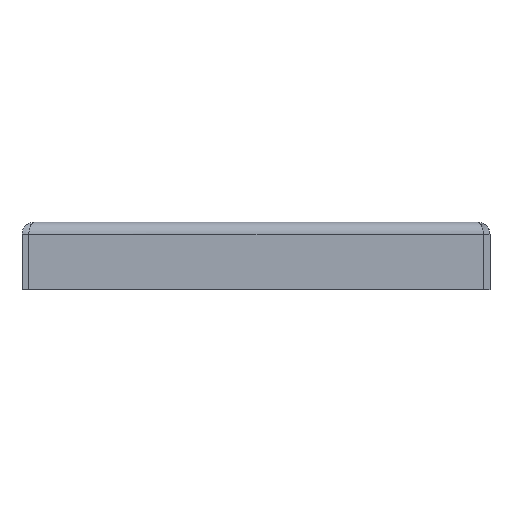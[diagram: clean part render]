
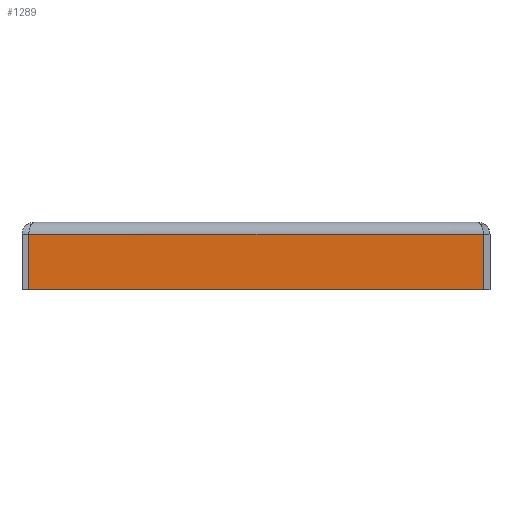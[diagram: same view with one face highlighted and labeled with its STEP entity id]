
A CAD part, left-side view. The second image highlights one B-rep face of the part: STEP entity #1289.
In plain terms, the highlighted planar face has unit normal (-1, 0, 0).
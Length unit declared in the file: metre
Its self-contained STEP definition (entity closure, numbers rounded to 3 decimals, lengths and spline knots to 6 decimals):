
#370=ORIENTED_EDGE('',*,*,#596,.T.);
#371=ORIENTED_EDGE('',*,*,#599,.F.);
#372=ORIENTED_EDGE('',*,*,#600,.F.);
#373=ORIENTED_EDGE('',*,*,#593,.T.);
#593=EDGE_CURVE('',#723,#725,#853,.F.);
#596=EDGE_CURVE('',#725,#727,#856,.F.);
#599=EDGE_CURVE('',#729,#727,#859,.T.);
#600=EDGE_CURVE('',#723,#729,#860,.T.);
#723=VERTEX_POINT('',#2130);
#725=VERTEX_POINT('',#2134);
#727=VERTEX_POINT('',#2140);
#729=VERTEX_POINT('',#2146);
#853=LINE('',#2135,#989);
#856=LINE('',#2141,#992);
#859=LINE('',#2147,#995);
#860=LINE('',#2149,#996);
#989=VECTOR('',#1690,1.);
#992=VECTOR('',#1695,1.);
#995=VECTOR('',#1700,1.);
#996=VECTOR('',#1703,1.);
#1081=EDGE_LOOP('',(#370,#371,#372,#373));
#1171=FACE_BOUND('',#1081,.T.);
#1227=PLANE('',#1402);
#1289=ADVANCED_FACE('',(#1171),#1227,.F.);
#1402=AXIS2_PLACEMENT_3D('',#2148,#1701,#1702);
#1690=DIRECTION('',(0.,0.,1.));
#1695=DIRECTION('',(0.,1.,0.));
#1700=DIRECTION('',(0.,0.,-1.));
#1701=DIRECTION('',(1.,0.,0.));
#1702=DIRECTION('',(0.,0.,-1.));
#1703=DIRECTION('',(0.,-1.,0.));
#2130=CARTESIAN_POINT('',(-0.0076,0.00738,0.0018));
#2134=CARTESIAN_POINT('',(-0.0076,0.00738,0.));
#2135=CARTESIAN_POINT('',(-0.0076,0.00738,0.002));
#2140=CARTESIAN_POINT('',(-0.0076,-0.00738,0.));
#2141=CARTESIAN_POINT('',(-0.0076,0.,0.));
#2146=CARTESIAN_POINT('',(-0.0076,-0.00738,0.0018));
#2147=CARTESIAN_POINT('',(-0.0076,-0.00738,0.002));
#2148=CARTESIAN_POINT('',(-0.0076,0.,0.002));
#2149=CARTESIAN_POINT('',(-0.0076,0.,0.0018));
